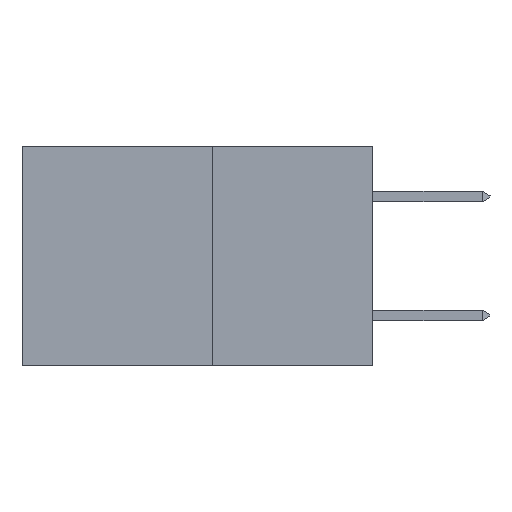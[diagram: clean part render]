
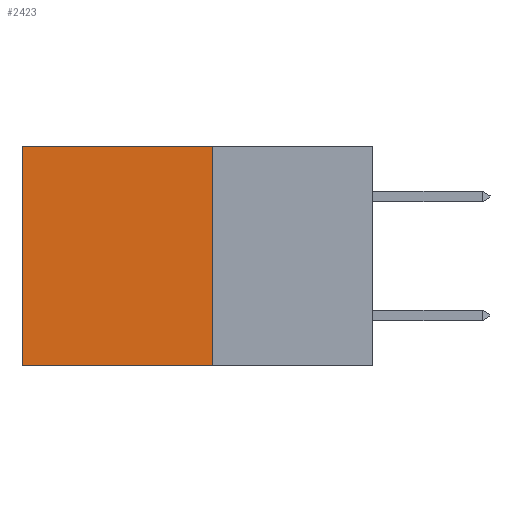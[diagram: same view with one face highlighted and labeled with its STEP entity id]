
A CAD part, left-side view. The second image highlights one B-rep face of the part: STEP entity #2423.
In plain terms, the highlighted planar face has unit normal (-1, 0, 0).
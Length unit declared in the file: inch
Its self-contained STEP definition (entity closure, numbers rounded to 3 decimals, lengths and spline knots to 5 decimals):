
#31 = EDGE_LOOP ( 'NONE', ( #2396, #8978, #12472, #3013 ) ) ;
#1212 = EDGE_CURVE ( 'NONE', #11924, #2716, #2613, .T. ) ;
#1440 = VECTOR ( 'NONE', #4941, 39.37008 ) ;
#1536 = VERTEX_POINT ( 'NONE', #9777 ) ;
#2088 = VECTOR ( 'NONE', #12336, 39.37008 ) ;
#2396 = ORIENTED_EDGE ( 'NONE', *, *, #1212, .T. ) ;
#2423 = ADVANCED_FACE ( 'NONE', ( #12818 ), #7293, .F. ) ;
#2536 = DIRECTION ( 'NONE',  ( 0., 0., -1. ) ) ;
#2613 = LINE ( 'NONE', #9568, #8254 ) ;
#2716 = VERTEX_POINT ( 'NONE', #11594 ) ;
#2971 = EDGE_CURVE ( 'NONE', #1536, #11924, #3967, .T. ) ;
#3013 = ORIENTED_EDGE ( 'NONE', *, *, #2971, .T. ) ;
#3369 = CARTESIAN_POINT ( 'NONE',  ( 0.277, 0.27, -0.37 ) ) ;
#3967 = LINE ( 'NONE', #6781, #9389 ) ;
#4518 = CARTESIAN_POINT ( 'NONE',  ( 0.277, 0.27, -0.37 ) ) ;
#4738 = LINE ( 'NONE', #10881, #1440 ) ;
#4941 = DIRECTION ( 'NONE',  ( 0., 1., 0. ) ) ;
#4964 = LINE ( 'NONE', #3369, #2088 ) ;
#5282 = DIRECTION ( 'NONE',  ( 0., 0., -1. ) ) ;
#5504 = DIRECTION ( 'NONE',  ( 1., 0., 0. ) ) ;
#5618 = EDGE_CURVE ( 'NONE', #11507, #2716, #4738, .T. ) ;
#5838 = CARTESIAN_POINT ( 'NONE',  ( 0.277, 0.27, -0.37 ) ) ;
#6495 = DIRECTION ( 'NONE',  ( 0., 1., 0. ) ) ;
#6781 = CARTESIAN_POINT ( 'NONE',  ( 0.277, 0.27, 0. ) ) ;
#7293 = PLANE ( 'NONE',  #7899 ) ;
#7527 = CARTESIAN_POINT ( 'NONE',  ( 0.277, 0.59, 0. ) ) ;
#7899 = AXIS2_PLACEMENT_3D ( 'NONE', #5838, #5504, #2536 ) ;
#8254 = VECTOR ( 'NONE', #5282, 39.37008 ) ;
#8978 = ORIENTED_EDGE ( 'NONE', *, *, #5618, .F. ) ;
#9389 = VECTOR ( 'NONE', #6495, 39.37008 ) ;
#9568 = CARTESIAN_POINT ( 'NONE',  ( 0.277, 0.59, -0.37 ) ) ;
#9777 = CARTESIAN_POINT ( 'NONE',  ( 0.277, 0.27, 0. ) ) ;
#10624 = EDGE_CURVE ( 'NONE', #1536, #11507, #4964, .T. ) ;
#10881 = CARTESIAN_POINT ( 'NONE',  ( 0.277, 0.27, -0.37 ) ) ;
#11507 = VERTEX_POINT ( 'NONE', #4518 ) ;
#11594 = CARTESIAN_POINT ( 'NONE',  ( 0.277, 0.59, -0.37 ) ) ;
#11924 = VERTEX_POINT ( 'NONE', #7527 ) ;
#12336 = DIRECTION ( 'NONE',  ( 0., 0., -1. ) ) ;
#12472 = ORIENTED_EDGE ( 'NONE', *, *, #10624, .F. ) ;
#12818 = FACE_OUTER_BOUND ( 'NONE', #31, .T. ) ;
